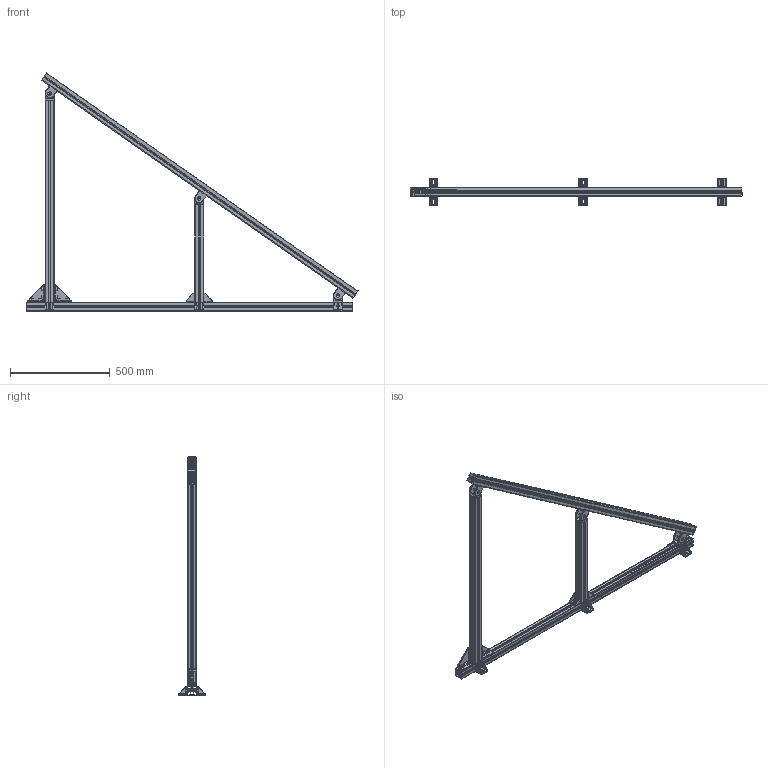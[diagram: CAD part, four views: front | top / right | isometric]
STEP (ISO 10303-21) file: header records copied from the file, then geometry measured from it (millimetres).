
FILE_DESCRIPTION( ('This file contains a STEP AP42 implementation' ,'as created by ZW3D STEP Interface translator.') ,'2;1' );
FILE_NAME( 'sp2-35-1900-ac45.stp' ,'22 7 9.135942', (''), ('ZWCAD Software Co.'), 'Version 1.0', 'ZW3D to STEP translator', '' );
FILE_SCHEMA(('AUTOMOTIVE_DESIGN'));
Length unit declared in the file: millimetre
Products named in the file (17): 0; SP2-AC45; 084.101.042G_C; 084.101.042G_B; 084.101.042G_A; 084.311.015L; 084.301.025; 犈eln璭1; 084.305.003; M8x20+matice; 084.302.038; Mx16+matice; 084.301.029; 084.101.042G_A2; 犈eln璭; Úhelník_velký; 084.305.033
Assembly tree (40 placements, depth 4):
  0
  SP2-AC45
    084.101.042G_C
    084.101.042G_B
    084.101.042G_A
    084.311.015L  x6
    084.301.025  x2
    犈eln璭1  x6
      084.305.003
      M8x20+matice
        084.302.038
        084.301.025
    Mx16+matice  x4
      084.301.029
      084.302.038
    084.101.042G_A2
    犈eln璭  x2
      084.305.003
      M8x20+matice
        084.302.038
        084.301.025
    Úhelník_velký  x2
      084.305.033
      M8x20+matice
        084.302.038
        084.301.025
Bounding box: 1661.12 x 131 x 1191.66 mm (x, y, z)
Volume: 2673155.4 mm3; surface area: 3371312.1 mm2
Topology: 88 solids, 88 shells, 5652 faces, 14134 edges, 8616 vertices
Faces by surface type: bspline 5652
Entity records: 59600 total; most frequent: CARTESIAN_POINT 37325, ORIENTED_EDGE 7268, EDGE_CURVE 3634, VERTEX_POINT 2265, B_SPLINE_CURVE_WITH_KNOTS 2158, EDGE_LOOP 1469, FACE_OUTER_BOUND 1400, ADVANCED_FACE 1400
